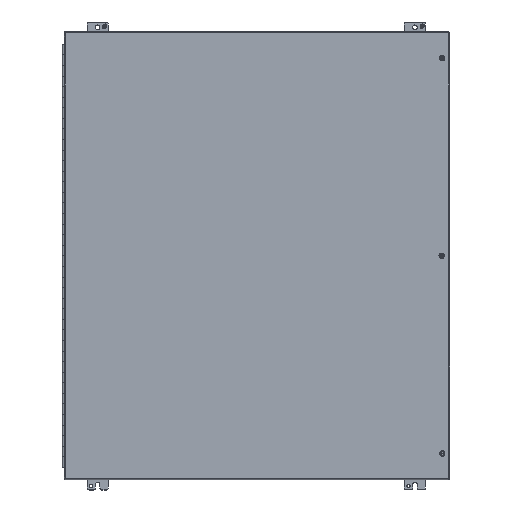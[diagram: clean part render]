
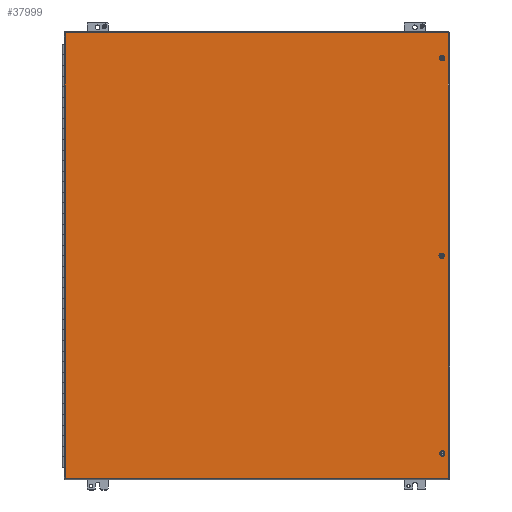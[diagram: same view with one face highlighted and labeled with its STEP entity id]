
A CAD part, top view. The second image highlights one B-rep face of the part: STEP entity #37999.
In plain terms, the highlighted planar face has unit normal (0, 0, 1).
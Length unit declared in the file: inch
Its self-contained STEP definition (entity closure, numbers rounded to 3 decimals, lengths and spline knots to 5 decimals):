
#42 = ORIENTED_EDGE ( 'NONE', *, *, #28016, .T. ) ;
#2311 = DIRECTION ( 'NONE',  ( 0., 0., -1. ) ) ;
#2592 = AXIS2_PLACEMENT_3D ( 'NONE', #22467, #35220, #25171 ) ;
#2788 = VECTOR ( 'NONE', #25983, 39.37008 ) ;
#3216 = CARTESIAN_POINT ( 'NONE',  ( 17.58998, 18.6865, 9.172 ) ) ;
#4459 = AXIS2_PLACEMENT_3D ( 'NONE', #31387, #38182, #41419 ) ;
#4465 = CARTESIAN_POINT ( 'NONE',  ( 17.58998, 18.5535, 9.172 ) ) ;
#5209 = ORIENTED_EDGE ( 'NONE', *, *, #9687, .T. ) ;
#5895 = DIRECTION ( 'NONE',  ( 0., 1., 0. ) ) ;
#6477 = ORIENTED_EDGE ( 'NONE', *, *, #34991, .T. ) ;
#6527 = EDGE_LOOP ( 'NONE', ( #35603, #20109 ) ) ;
#7333 = EDGE_CURVE ( 'NONE', #11585, #34790, #28218, .T. ) ;
#8013 = VERTEX_POINT ( 'NONE', #19978 ) ;
#8526 = CARTESIAN_POINT ( 'NONE',  ( 17.58998, 18.6865, 9.172 ) ) ;
#8666 = CARTESIAN_POINT ( 'NONE',  ( 17.58998, 0.133, 9.172 ) ) ;
#9006 = CARTESIAN_POINT ( 'NONE',  ( 17.58998, 0., 9.172 ) ) ;
#9321 = FACE_BOUND ( 'NONE', #19897, .T. ) ;
#9687 = EDGE_CURVE ( 'NONE', #38528, #26484, #31712, .T. ) ;
#9787 = CARTESIAN_POINT ( 'NONE',  ( -18.05202, -21.0795, 9.172 ) ) ;
#9858 = VECTOR ( 'NONE', #39790, 39.37008 ) ;
#9893 = CARTESIAN_POINT ( 'NONE',  ( 17.58998, -0.133, 9.172 ) ) ;
#10850 = FACE_BOUND ( 'NONE', #15292, .T. ) ;
#11585 = VERTEX_POINT ( 'NONE', #8666 ) ;
#11816 = DIRECTION ( 'NONE',  ( -1., 0., 0. ) ) ;
#12086 = DIRECTION ( 'NONE',  ( 0., -1., 0. ) ) ;
#12431 = AXIS2_PLACEMENT_3D ( 'NONE', #9006, #2311, #28656 ) ;
#12570 = CIRCLE ( 'NONE', #35757, 0.133 ) ;
#12659 = EDGE_CURVE ( 'NONE', #25413, #8013, #12570, .T. ) ;
#12687 = LINE ( 'NONE', #37528, #38543 ) ;
#12701 = AXIS2_PLACEMENT_3D ( 'NONE', #8526, #18423, #12086 ) ;
#12750 = ORIENTED_EDGE ( 'NONE', *, *, #37736, .T. ) ;
#12905 = DIRECTION ( 'NONE',  ( 0., 0., -1. ) ) ;
#13014 = CARTESIAN_POINT ( 'NONE',  ( 18.16998, 21.0795, 9.172 ) ) ;
#13071 = DIRECTION ( 'NONE',  ( 0., 0., -1. ) ) ;
#13289 = EDGE_CURVE ( 'NONE', #20666, #27992, #20784, .T. ) ;
#15284 = CARTESIAN_POINT ( 'NONE',  ( 17.58998, -18.6865, 9.172 ) ) ;
#15292 = EDGE_LOOP ( 'NONE', ( #28594, #19813 ) ) ;
#15463 = FACE_BOUND ( 'NONE', #6527, .T. ) ;
#18423 = DIRECTION ( 'NONE',  ( 0., 0., -1. ) ) ;
#18945 = CARTESIAN_POINT ( 'NONE',  ( -18.05202, -21.0795, 9.172 ) ) ;
#19210 = CARTESIAN_POINT ( 'NONE',  ( 17.58998, -18.6865, 9.172 ) ) ;
#19813 = ORIENTED_EDGE ( 'NONE', *, *, #23403, .T. ) ;
#19897 = EDGE_LOOP ( 'NONE', ( #35282, #32954 ) ) ;
#19978 = CARTESIAN_POINT ( 'NONE',  ( 17.58998, -18.8195, 9.172 ) ) ;
#20109 = ORIENTED_EDGE ( 'NONE', *, *, #12659, .T. ) ;
#20114 = CARTESIAN_POINT ( 'NONE',  ( -18.05202, -21.0795, 9.172 ) ) ;
#20422 = AXIS2_PLACEMENT_3D ( 'NONE', #19210, #12905, #35608 ) ;
#20666 = VERTEX_POINT ( 'NONE', #4465 ) ;
#20784 = CIRCLE ( 'NONE', #39854, 0.133 ) ;
#22467 = CARTESIAN_POINT ( 'NONE',  ( -18.05202, -21.0795, 9.172 ) ) ;
#22492 = CARTESIAN_POINT ( 'NONE',  ( 17.58998, -18.5535, 9.172 ) ) ;
#23403 = EDGE_CURVE ( 'NONE', #27992, #20666, #40167, .T. ) ;
#24720 = LINE ( 'NONE', #18945, #2788 ) ;
#25086 = DIRECTION ( 'NONE',  ( 0., -1., 0. ) ) ;
#25171 = DIRECTION ( 'NONE',  ( 0., -1., 0. ) ) ;
#25413 = VERTEX_POINT ( 'NONE', #22492 ) ;
#25983 = DIRECTION ( 'NONE',  ( 1., 0., 0. ) ) ;
#26484 = VERTEX_POINT ( 'NONE', #13014 ) ;
#27664 = LINE ( 'NONE', #20114, #9858 ) ;
#27992 = VERTEX_POINT ( 'NONE', #41302 ) ;
#28016 = EDGE_CURVE ( 'NONE', #39605, #38528, #24720, .T. ) ;
#28064 = DIRECTION ( 'NONE',  ( 0., 0., -1. ) ) ;
#28218 = CIRCLE ( 'NONE', #12431, 0.133 ) ;
#28594 = ORIENTED_EDGE ( 'NONE', *, *, #13289, .T. ) ;
#28656 = DIRECTION ( 'NONE',  ( 0., -1., 0. ) ) ;
#28708 = PLANE ( 'NONE',  #2592 ) ;
#31387 = CARTESIAN_POINT ( 'NONE',  ( 17.58998, 0., 9.172 ) ) ;
#31591 = CIRCLE ( 'NONE', #20422, 0.133 ) ;
#31712 = LINE ( 'NONE', #35203, #34220 ) ;
#31838 = EDGE_CURVE ( 'NONE', #8013, #25413, #31591, .T. ) ;
#32954 = ORIENTED_EDGE ( 'NONE', *, *, #7333, .T. ) ;
#33111 = VERTEX_POINT ( 'NONE', #39729 ) ;
#34220 = VECTOR ( 'NONE', #5895, 39.37008 ) ;
#34790 = VERTEX_POINT ( 'NONE', #9893 ) ;
#34991 = EDGE_CURVE ( 'NONE', #26484, #33111, #12687, .T. ) ;
#35203 = CARTESIAN_POINT ( 'NONE',  ( 18.16998, -21.0795, 9.172 ) ) ;
#35220 = DIRECTION ( 'NONE',  ( 0., 0., 1. ) ) ;
#35282 = ORIENTED_EDGE ( 'NONE', *, *, #37217, .T. ) ;
#35338 = CIRCLE ( 'NONE', #4459, 0.133 ) ;
#35603 = ORIENTED_EDGE ( 'NONE', *, *, #31838, .T. ) ;
#35608 = DIRECTION ( 'NONE',  ( 0., -1., 0. ) ) ;
#35757 = AXIS2_PLACEMENT_3D ( 'NONE', #15284, #28064, #25086 ) ;
#37217 = EDGE_CURVE ( 'NONE', #34790, #11585, #35338, .T. ) ;
#37528 = CARTESIAN_POINT ( 'NONE',  ( -18.05202, 21.0795, 9.172 ) ) ;
#37736 = EDGE_CURVE ( 'NONE', #33111, #39605, #27664, .T. ) ;
#37999 = ADVANCED_FACE ( 'NONE', ( #41334, #10850, #15463, #9321 ), #28708, .T. ) ;
#38182 = DIRECTION ( 'NONE',  ( 0., 0., -1. ) ) ;
#38528 = VERTEX_POINT ( 'NONE', #38699 ) ;
#38543 = VECTOR ( 'NONE', #11816, 39.37008 ) ;
#38699 = CARTESIAN_POINT ( 'NONE',  ( 18.16998, -21.0795, 9.172 ) ) ;
#39605 = VERTEX_POINT ( 'NONE', #9787 ) ;
#39729 = CARTESIAN_POINT ( 'NONE',  ( -18.05202, 21.0795, 9.172 ) ) ;
#39764 = EDGE_LOOP ( 'NONE', ( #5209, #6477, #12750, #42 ) ) ;
#39790 = DIRECTION ( 'NONE',  ( 0., -1., 0. ) ) ;
#39854 = AXIS2_PLACEMENT_3D ( 'NONE', #3216, #13071, #41729 ) ;
#40167 = CIRCLE ( 'NONE', #12701, 0.133 ) ;
#41302 = CARTESIAN_POINT ( 'NONE',  ( 17.58998, 18.8195, 9.172 ) ) ;
#41334 = FACE_OUTER_BOUND ( 'NONE', #39764, .T. ) ;
#41419 = DIRECTION ( 'NONE',  ( 0., -1., 0. ) ) ;
#41729 = DIRECTION ( 'NONE',  ( 0., -1., 0. ) ) ;
